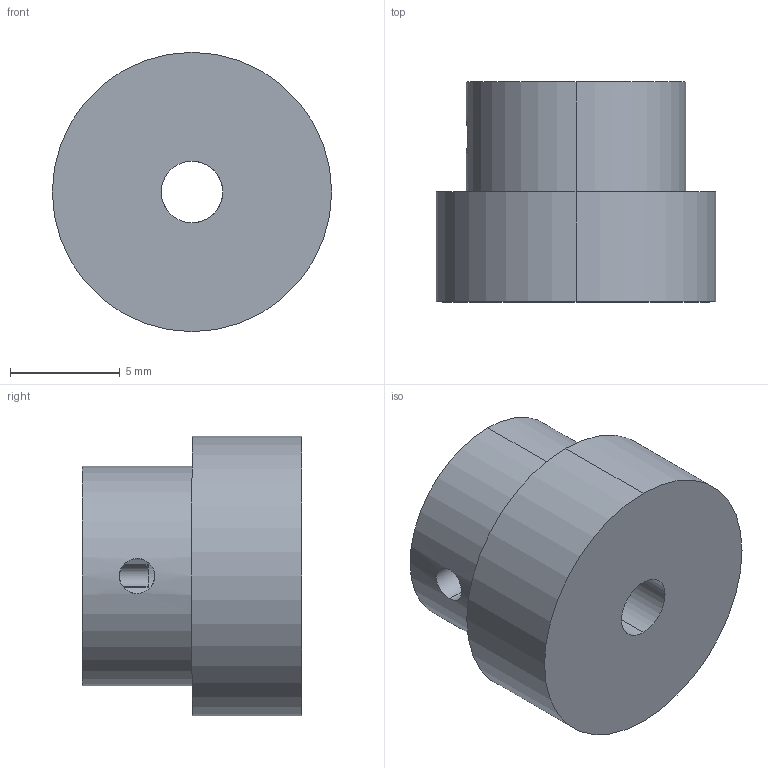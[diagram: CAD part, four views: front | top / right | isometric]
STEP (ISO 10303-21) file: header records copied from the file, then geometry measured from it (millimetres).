
FILE_DESCRIPTION (( 'STEP AP203' ), '1' );
FILE_NAME ('25-CollimatorAssembleTool .STEP', '2021-07-30T09:41:16', ( '' ), ( '' ), 'SwSTEP 2.0', 'SolidWorks 2020', '' );
FILE_SCHEMA (( 'CONFIG_CONTROL_DESIGN' ));
Length unit declared in the file: millimetre
Products named in the file (1): 25-CollimatorAssembleTool 
Bounding box: 12.7 x 10 x 12.7 mm (x, y, z)
Volume: 955.6 mm3; surface area: 702.7 mm2
Topology: 1 solids, 1 shells, 17 faces, 42 edges, 28 vertices
Faces by surface type: cylinder 11, plane 6
Entity records: 657 total; most frequent: CARTESIAN_POINT 152, DIRECTION 94, ORIENTED_EDGE 84, EDGE_CURVE 42, AXIS2_PLACEMENT_3D 38, VERTEX_POINT 28, EDGE_LOOP 22, CIRCLE 20
